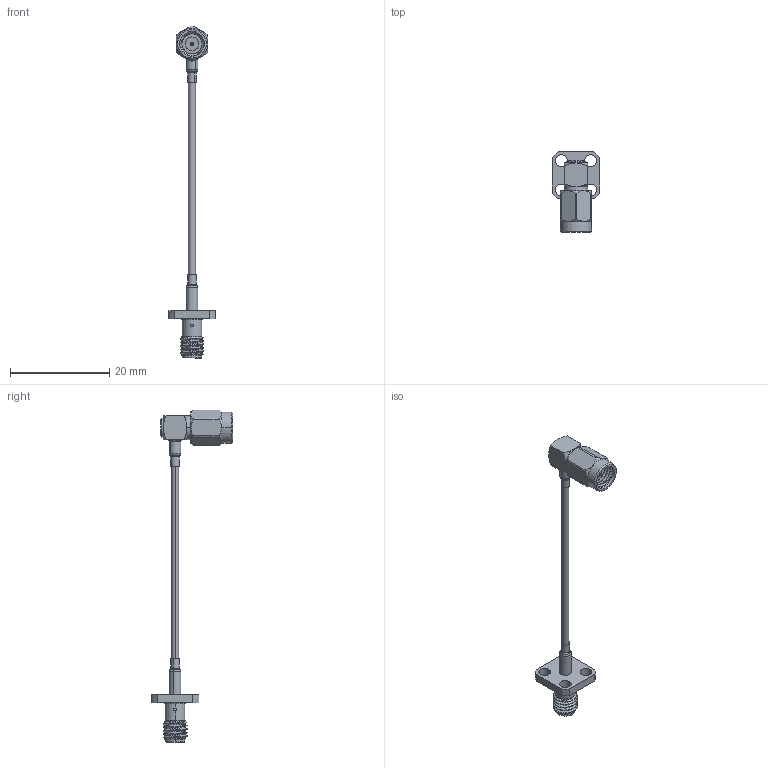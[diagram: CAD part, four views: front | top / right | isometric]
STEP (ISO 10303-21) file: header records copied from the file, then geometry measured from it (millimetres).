
FILE_DESCRIPTION (( 'STEP AP214' ), '1' );
FILE_NAME ('FMCA9981_3D.step', '2024-01-19T19:35:35', ( '' ), ( '' ), 'SwSTEP 2.0', 'SolidWorks 2022', '' );
FILE_SCHEMA (( 'AUTOMOTIVE_DESIGN' ));
Length unit declared in the file: inch
Products named in the file (6): FMCA9981_3D; Copy of Heatshrink_047_240177^FMCA9981; Copy of FMCN1865^FMCA9981; Copy of PE-P047 Cable New^FMCA9981; Copy of FMCN1869^FMCA9981; Copy of Heatshrink_047_long_240177^FMCA9981
Assembly tree (5 placements, depth 2):
  FMCA9981_3D
    Copy of PE-P047 Cable New^FMCA9981
    Copy of Heatshrink_047_240177^FMCA9981
    Copy of FMCN1865^FMCA9981
    Copy of Heatshrink_047_long_240177^FMCA9981
    Copy of FMCN1869^FMCA9981
Bounding box: 9.53 x 16.34 x 66.79 mm (x, y, z)
Volume: 703.7 mm3; surface area: 1218.9 mm2
Topology: 5 solids, 5 shells, 198 faces, 454 edges, 281 vertices
Faces by surface type: cylinder 88, plane 49, cone 45, torus 10, bspline 6
Entity records: 8435 total; most frequent: CARTESIAN_POINT 3773, DIRECTION 941, ORIENTED_EDGE 908, EDGE_CURVE 454, AXIS2_PLACEMENT_3D 393, VERTEX_POINT 281, EDGE_LOOP 221, FACE_OUTER_BOUND 198
